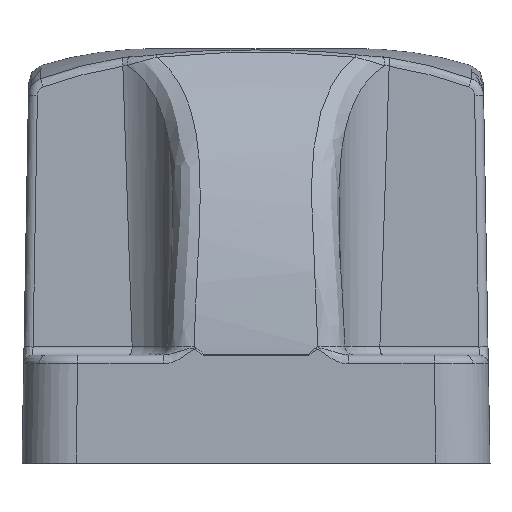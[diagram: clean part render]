
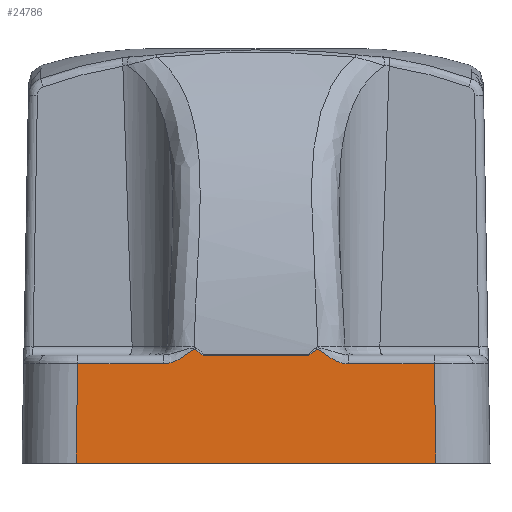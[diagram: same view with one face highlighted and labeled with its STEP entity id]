
A CAD part, left-side view. The second image highlights one B-rep face of the part: STEP entity #24786.
In plain terms, the highlighted planar face has unit normal (-1, 0, 0.018).
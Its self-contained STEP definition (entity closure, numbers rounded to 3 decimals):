
#4184 = EDGE_LOOP ( 'NONE', ( #6231, #6232, #6235, #6236, #6237, #6238, #6239, #6240 ) ) ;
#5261 = CARTESIAN_POINT ( 'NONE',  ( -30.806, 10.282, 11.017 ) ) ;
#5265 = CARTESIAN_POINT ( 'NONE',  ( -30.806, -10.282, 11.017 ) ) ;
#5295 = CARTESIAN_POINT ( 'NONE',  ( -30.789, -5.869, 11.984 ) ) ;
#5705 = DIRECTION ( 'NONE',  ( -0.017, 0.017, -1. ) ) ;
#5722 = CARTESIAN_POINT ( 'NONE',  ( -30.197, 19.198, 45.895 ) ) ;
#5746 = CARTESIAN_POINT ( 'NONE',  ( -30.181, -19.182, 46.774 ) ) ;
#5747 = DIRECTION ( 'NONE',  ( 0.017, 0.017, 1. ) ) ;
#5919 = CARTESIAN_POINT ( 'NONE',  ( -30.806, -10.282, 11.017 ) ) ;
#5928 = CARTESIAN_POINT ( 'NONE',  ( -30.789, 5.869, 11.984 ) ) ;
#5929 = CARTESIAN_POINT ( 'NONE',  ( -30.787, 6.037, 12.108 ) ) ;
#5933 = CARTESIAN_POINT ( 'NONE',  ( -30.806, -10.071, 11.017 ) ) ;
#5934 = CARTESIAN_POINT ( 'NONE',  ( -30.784, 6.2, 12.238 ) ) ;
#5935 = CARTESIAN_POINT ( 'NONE',  ( -30.781, 6.454, 12.419 ) ) ;
#5936 = CARTESIAN_POINT ( 'NONE',  ( -30.78, 6.541, 12.478 ) ) ;
#5937 = CARTESIAN_POINT ( 'NONE',  ( -30.779, 6.682, 12.545 ) ) ;
#5938 = CARTESIAN_POINT ( 'NONE',  ( -30.779, 6.731, 12.564 ) ) ;
#5939 = CARTESIAN_POINT ( 'NONE',  ( -30.778, 6.834, 12.584 ) ) ;
#5940 = CARTESIAN_POINT ( 'NONE',  ( -30.778, 6.886, 12.585 ) ) ;
#5941 = CARTESIAN_POINT ( 'NONE',  ( -30.779, 7.041, 12.56 ) ) ;
#5942 = CARTESIAN_POINT ( 'NONE',  ( -30.78, 7.135, 12.509 ) ) ;
#5943 = CARTESIAN_POINT ( 'NONE',  ( -30.782, 7.313, 12.399 ) ) ;
#5944 = CARTESIAN_POINT ( 'NONE',  ( -30.783, 7.397, 12.337 ) ) ;
#5945 = CARTESIAN_POINT ( 'NONE',  ( -30.786, 7.649, 12.148 ) ) ;
#5946 = CARTESIAN_POINT ( 'NONE',  ( -30.788, 7.813, 12.019 ) ) ;
#5947 = CARTESIAN_POINT ( 'NONE',  ( -30.795, 8.322, 11.651 ) ) ;
#5948 = CARTESIAN_POINT ( 'NONE',  ( -30.798, 8.676, 11.433 ) ) ;
#5949 = CARTESIAN_POINT ( 'NONE',  ( -30.803, 9.255, 11.194 ) ) ;
#5950 = CARTESIAN_POINT ( 'NONE',  ( -30.804, 9.457, 11.13 ) ) ;
#5951 = CARTESIAN_POINT ( 'NONE',  ( -30.805, 9.864, 11.042 ) ) ;
#5952 = CARTESIAN_POINT ( 'NONE',  ( -30.806, 10.071, 11.017 ) ) ;
#5953 = CARTESIAN_POINT ( 'NONE',  ( -30.806, 10.282, 11.017 ) ) ;
#5954 = CARTESIAN_POINT ( 'NONE',  ( -30.806, 25.195, 11.017 ) ) ;
#5955 = DIRECTION ( 'NONE',  ( 0., 1., 0. ) ) ;
#5956 = CARTESIAN_POINT ( 'NONE',  ( -30.806, 25.195, 11.017 ) ) ;
#5957 = DIRECTION ( 'NONE',  ( 0., 1., 0. ) ) ;
#5959 = CARTESIAN_POINT ( 'NONE',  ( -30.805, -9.864, 11.042 ) ) ;
#6231 = ORIENTED_EDGE ( 'NONE', *, *, #11746, .T. ) ;
#6232 = ORIENTED_EDGE ( 'NONE', *, *, #11747, .T. ) ;
#6235 = ORIENTED_EDGE ( 'NONE', *, *, #11704, .T. ) ;
#6236 = ORIENTED_EDGE ( 'NONE', *, *, #11523, .T. ) ;
#6237 = ORIENTED_EDGE ( 'NONE', *, *, #11711, .T. ) ;
#6238 = ORIENTED_EDGE ( 'NONE', *, *, #11748, .T. ) ;
#6239 = ORIENTED_EDGE ( 'NONE', *, *, #11749, .T. ) ;
#6240 = ORIENTED_EDGE ( 'NONE', *, *, #11750, .T. ) ;
#7489 = AXIS2_PLACEMENT_3D ( 'NONE', #16306, #16311, #16312 ) ;
#7883 = VERTEX_POINT ( 'NONE', #24251 ) ;
#7989 = VERTEX_POINT ( 'NONE', #24145 ) ;
#7994 = VERTEX_POINT ( 'NONE', #24140 ) ;
#8000 = VERTEX_POINT ( 'NONE', #24134 ) ;
#8183 = VERTEX_POINT ( 'NONE', #23949 ) ;
#8343 = VERTEX_POINT ( 'NONE', #5295 ) ;
#8373 = VERTEX_POINT ( 'NONE', #5265 ) ;
#8377 = VERTEX_POINT ( 'NONE', #5261 ) ;
#11523 = EDGE_CURVE ( 'NONE', #7989, #8000, #13727, .T. ) ;
#11704 = EDGE_CURVE ( 'NONE', #8183, #7989, #13592, .T. ) ;
#11711 = EDGE_CURVE ( 'NONE', #8000, #7994, #13585, .T. ) ;
#11746 = EDGE_CURVE ( 'NONE', #7883, #8377, #12072, .T. ) ;
#11747 = EDGE_CURVE ( 'NONE', #8377, #8183, #13544, .T. ) ;
#11748 = EDGE_CURVE ( 'NONE', #7994, #8373, #13547, .T. ) ;
#11749 = EDGE_CURVE ( 'NONE', #8373, #8343, #12046, .T. ) ;
#11750 = EDGE_CURVE ( 'NONE', #8343, #7883, #13540, .T. ) ;
#12046 = B_SPLINE_CURVE_WITH_KNOTS ( 'NONE', 3,
 ( #5919, #5933, #5959, #13921, #13923, #13925, #13927, #13929, #13931, #13932, #13934, #13936, #13938, #13940, #13942, #13944, #13945, #13947, #13949, #13951, #13953, #13955 ),
 .UNSPECIFIED., .F., .F.,
 ( 4, 2, 2, 2, 2, 2, 2, 2, 2, 2, 4 ),
 ( 0., 0.001, 0.001, 0.002, 0.003, 0.003, 0.004, 0.004, 0.004, 0.004, 0.005 ),
 .UNSPECIFIED. ) ;
#12072 = B_SPLINE_CURVE_WITH_KNOTS ( 'NONE', 3,
 ( #5928, #5929, #5934, #5935, #5936, #5937, #5938, #5939, #5940, #5941, #5942, #5943, #5944, #5945, #5946, #5947, #5948, #5949, #5950, #5951, #5952, #5953 ),
 .UNSPECIFIED., .F., .F.,
 ( 4, 2, 2, 2, 2, 2, 2, 2, 2, 2, 4 ),
 ( 0., 0.001, 0.001, 0.001, 0.001, 0.002, 0.002, 0.002, 0.004, 0.004, 0.005 ),
 .UNSPECIFIED. ) ;
#13539 = VECTOR ( 'NONE', #13959, 1000. ) ;
#13540 = LINE ( 'NONE', #13957, #13539 ) ;
#13541 = VECTOR ( 'NONE', #5957, 1000. ) ;
#13543 = VECTOR ( 'NONE', #5955, 1000. ) ;
#13544 = LINE ( 'NONE', #5954, #13543 ) ;
#13547 = LINE ( 'NONE', #5956, #13541 ) ;
#13583 = VECTOR ( 'NONE', #5747, 1000. ) ;
#13585 = LINE ( 'NONE', #5746, #13583 ) ;
#13590 = VECTOR ( 'NONE', #5705, 1000. ) ;
#13592 = LINE ( 'NONE', #5722, #13590 ) ;
#13724 = VECTOR ( 'NONE', #23063, 1000. ) ;
#13727 = LINE ( 'NONE', #23061, #13724 ) ;
#13921 = CARTESIAN_POINT ( 'NONE',  ( -30.804, -9.457, 11.13 ) ) ;
#13923 = CARTESIAN_POINT ( 'NONE',  ( -30.803, -9.255, 11.194 ) ) ;
#13925 = CARTESIAN_POINT ( 'NONE',  ( -30.798, -8.676, 11.433 ) ) ;
#13927 = CARTESIAN_POINT ( 'NONE',  ( -30.795, -8.322, 11.651 ) ) ;
#13929 = CARTESIAN_POINT ( 'NONE',  ( -30.788, -7.813, 12.019 ) ) ;
#13931 = CARTESIAN_POINT ( 'NONE',  ( -30.786, -7.649, 12.148 ) ) ;
#13932 = CARTESIAN_POINT ( 'NONE',  ( -30.783, -7.397, 12.337 ) ) ;
#13934 = CARTESIAN_POINT ( 'NONE',  ( -30.782, -7.313, 12.399 ) ) ;
#13936 = CARTESIAN_POINT ( 'NONE',  ( -30.78, -7.135, 12.509 ) ) ;
#13938 = CARTESIAN_POINT ( 'NONE',  ( -30.779, -7.041, 12.56 ) ) ;
#13940 = CARTESIAN_POINT ( 'NONE',  ( -30.778, -6.886, 12.585 ) ) ;
#13942 = CARTESIAN_POINT ( 'NONE',  ( -30.778, -6.834, 12.584 ) ) ;
#13944 = CARTESIAN_POINT ( 'NONE',  ( -30.779, -6.731, 12.564 ) ) ;
#13945 = CARTESIAN_POINT ( 'NONE',  ( -30.779, -6.682, 12.545 ) ) ;
#13947 = CARTESIAN_POINT ( 'NONE',  ( -30.78, -6.541, 12.478 ) ) ;
#13949 = CARTESIAN_POINT ( 'NONE',  ( -30.781, -6.454, 12.419 ) ) ;
#13951 = CARTESIAN_POINT ( 'NONE',  ( -30.784, -6.2, 12.238 ) ) ;
#13953 = CARTESIAN_POINT ( 'NONE',  ( -30.787, -6.037, 12.108 ) ) ;
#13955 = CARTESIAN_POINT ( 'NONE',  ( -30.789, -5.869, 11.984 ) ) ;
#13957 = CARTESIAN_POINT ( 'NONE',  ( -30.789, 25.195, 11.984 ) ) ;
#13959 = DIRECTION ( 'NONE',  ( 0., 1., 0. ) ) ;
#16306 = CARTESIAN_POINT ( 'NONE',  ( -30.195, 25.195, 46. ) ) ;
#16308 = PLANE ( 'NONE',  #7489 ) ;
#16311 = DIRECTION ( 'NONE',  ( -1., 0., 0.017 ) ) ;
#16312 = DIRECTION ( 'NONE',  ( 0.017, 0., 1. ) ) ;
#23061 = CARTESIAN_POINT ( 'NONE',  ( -30.998, 25.195, 0. ) ) ;
#23063 = DIRECTION ( 'NONE',  ( 0., -1., 0. ) ) ;
#23949 = CARTESIAN_POINT ( 'NONE',  ( -30.806, 19.807, 11.017 ) ) ;
#24134 = CARTESIAN_POINT ( 'NONE',  ( -30.998, -19.999, 0. ) ) ;
#24140 = CARTESIAN_POINT ( 'NONE',  ( -30.806, -19.807, 11.017 ) ) ;
#24145 = CARTESIAN_POINT ( 'NONE',  ( -30.998, 19.999, 0. ) ) ;
#24251 = CARTESIAN_POINT ( 'NONE',  ( -30.789, 5.869, 11.984 ) ) ;
#24786 = ADVANCED_FACE ( 'NONE', ( #25174 ), #16308, .T. ) ;
#25174 = FACE_OUTER_BOUND ( 'NONE', #4184, .T. ) ;
